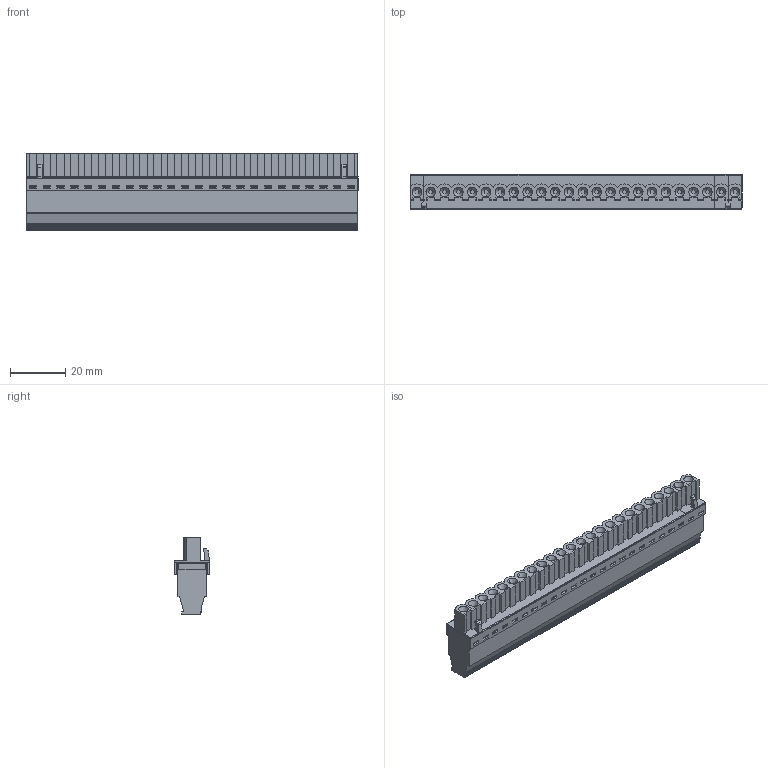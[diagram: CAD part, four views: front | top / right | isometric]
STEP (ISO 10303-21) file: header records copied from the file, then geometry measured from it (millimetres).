
FILE_DESCRIPTION(('STEP AP214'),'1');
FILE_NAME('SV24-5-P.stp','2020-03-24T11:03:01',(' '),(' '),'Spatial InterOp 3D',' ',' ');
FILE_SCHEMA(('AUTOMOTIVE_DESIGN { 1 0 10303 214 1 1 1 1 }'));
Length unit declared in the file: metre
Products named in the file (1): 1
Bounding box: 120 x 12.59 x 27.6 mm (x, y, z)
Volume: 26986.8 mm3; surface area: 13907.5 mm2
Topology: 1 solids, 1 shells, 1353 faces, 3346 edges, 2211 vertices
Faces by surface type: plane 1080, cylinder 217, cone 56
Full cylindrical faces by diameter (mm): 1.588 x16, 2.6 x24, 2.829 x24, 3.474 x1, 3.8 x24, 3.97 x24
Entity records: 48706 total; most frequent: CARTESIAN_POINT 6842, DIRECTION 6210, ORIENTED_EDGE 6134, EDGE_CURVE 3067, LINE 2482, VECTOR 2482, VERTEX_POINT 2085, AXIS2_PLACEMENT_3D 1864
